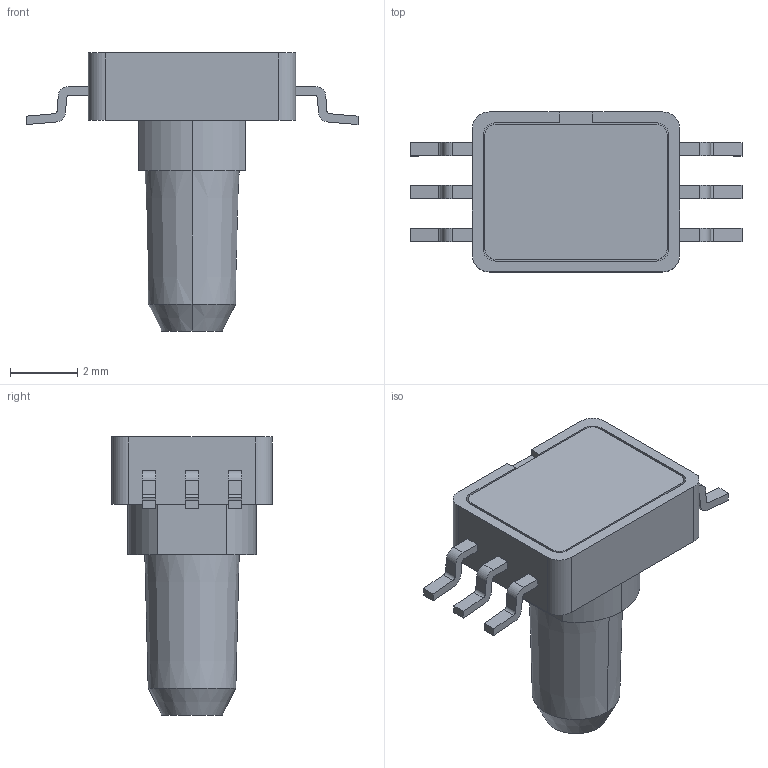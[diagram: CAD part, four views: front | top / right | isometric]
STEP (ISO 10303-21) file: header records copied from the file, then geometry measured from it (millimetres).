
FILE_DESCRIPTION(('FreeCAD Model'),'2;1');
FILE_NAME('Open CASCADE Shape Model','2025-04-23T15:04:58',( 'kicad StepUp'),('ksu MCAD'),'Open CASCADE STEP processor 7.8', 'FreeCAD','Unknown');
FILE_SCHEMA(('AUTOMOTIVE_DESIGN { 1 0 10303 214 1 1 1 1 }'));
Length unit declared in the file: millimetre
Products named in the file (1): sensor_2smpp-02
Bounding box: 9.85 x 4.75 x 8.25 mm (x, y, z)
Volume: 98.8 mm3; surface area: 192 mm2
Topology: 1 solids, 1 shells, 124 faces, 334 edges, 222 vertices
Faces by surface type: plane 78, cylinder 42, cone 4
Entity records: 5032 total; most frequent: CARTESIAN_POINT 681, DIRECTION 674, ORIENTED_EDGE 668, EDGE_CURVE 334, LINE 244, VECTOR 244, VERTEX_POINT 222, AXIS2_PLACEMENT_3D 215
